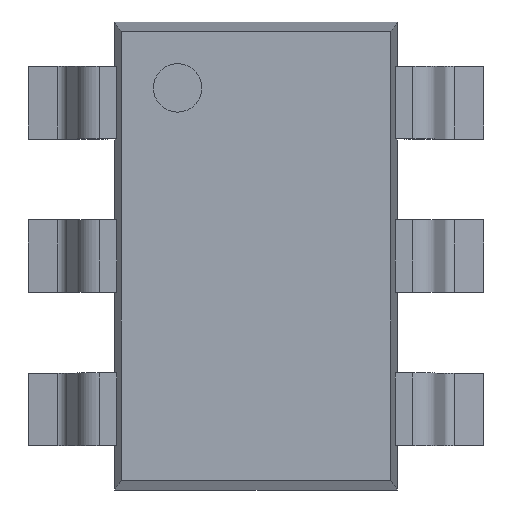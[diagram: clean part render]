
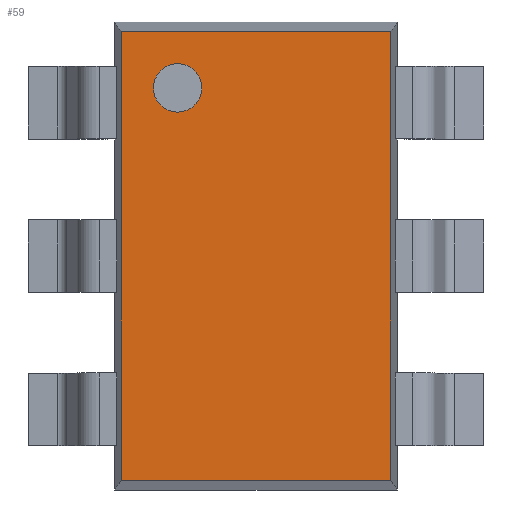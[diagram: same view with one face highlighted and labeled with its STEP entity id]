
A CAD part, top view. The second image highlights one B-rep face of the part: STEP entity #59.
In plain terms, the highlighted planar face has unit normal (0, 0, 1).
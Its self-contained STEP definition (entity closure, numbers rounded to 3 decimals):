
#24 = VERTEX_POINT('',#25);
#25 = CARTESIAN_POINT('',(-0.486,1.191,1.)
  );
#31 = EDGE_CURVE('',#32,#24,#34,.T.);
#32 = VERTEX_POINT('',#33);
#33 = CARTESIAN_POINT('',(-0.486,0.891,1.)
  );
#34 = CIRCLE('',#35,0.15);
#35 = AXIS2_PLACEMENT_3D('',#36,#37,#38);
#36 = CARTESIAN_POINT('',(-0.486,1.041,1.)
  );
#37 = DIRECTION('',(0.,0.,1.));
#38 = DIRECTION('',(0.,1.,0.));
#59 = ADVANCED_FACE('',(#60,#94),#104,.F.);
#60 = FACE_BOUND('',#61,.T.);
#61 = EDGE_LOOP('',(#62,#72,#80,#88));
#62 = ORIENTED_EDGE('',*,*,#63,.T.);
#63 = EDGE_CURVE('',#64,#66,#68,.T.);
#64 = VERTEX_POINT('',#65);
#65 = CARTESIAN_POINT('',(0.836,1.391,1.)
  );
#66 = VERTEX_POINT('',#67);
#67 = CARTESIAN_POINT('',(-0.836,1.391,1.)
  );
#68 = LINE('',#69,#70);
#69 = CARTESIAN_POINT('',(0.875,1.391,1.)
  );
#70 = VECTOR('',#71,1.);
#71 = DIRECTION('',(-1.,0.,0.));
#72 = ORIENTED_EDGE('',*,*,#73,.F.);
#73 = EDGE_CURVE('',#74,#66,#76,.T.);
#74 = VERTEX_POINT('',#75);
#75 = CARTESIAN_POINT('',(-0.836,-1.391,1.)
  );
#76 = LINE('',#77,#78);
#77 = CARTESIAN_POINT('',(-0.836,1.45,1.));
#78 = VECTOR('',#79,1.);
#79 = DIRECTION('',(0.,1.,0.));
#80 = ORIENTED_EDGE('',*,*,#81,.F.);
#81 = EDGE_CURVE('',#82,#74,#84,.T.);
#82 = VERTEX_POINT('',#83);
#83 = CARTESIAN_POINT('',(0.836,-1.391,1.)
  );
#84 = LINE('',#85,#86);
#85 = CARTESIAN_POINT('',(-0.836,-1.391,1.)
  );
#86 = VECTOR('',#87,1.);
#87 = DIRECTION('',(-1.,0.,0.));
#88 = ORIENTED_EDGE('',*,*,#89,.F.);
#89 = EDGE_CURVE('',#64,#82,#90,.T.);
#90 = LINE('',#91,#92);
#91 = CARTESIAN_POINT('',(0.836,1.45,1.));
#92 = VECTOR('',#93,1.);
#93 = DIRECTION('',(0.,-1.,0.));
#94 = FACE_BOUND('',#95,.T.);
#95 = EDGE_LOOP('',(#96,#103));
#96 = ORIENTED_EDGE('',*,*,#97,.F.);
#97 = EDGE_CURVE('',#24,#32,#98,.T.);
#98 = CIRCLE('',#99,0.15);
#99 = AXIS2_PLACEMENT_3D('',#100,#101,#102);
#100 = CARTESIAN_POINT('',(-0.486,1.041,1.)
  );
#101 = DIRECTION('',(0.,0.,1.));
#102 = DIRECTION('',(0.,1.,0.));
#103 = ORIENTED_EDGE('',*,*,#31,.F.);
#104 = PLANE('',#105);
#105 = AXIS2_PLACEMENT_3D('',#106,#107,#108);
#106 = CARTESIAN_POINT('',(-0.836,1.45,1.));
#107 = DIRECTION('',(0.,0.,-1.));
#108 = DIRECTION('',(-1.,0.,0.));
